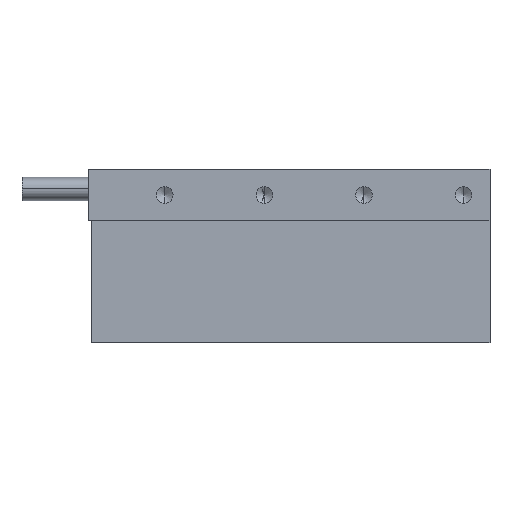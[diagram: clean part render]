
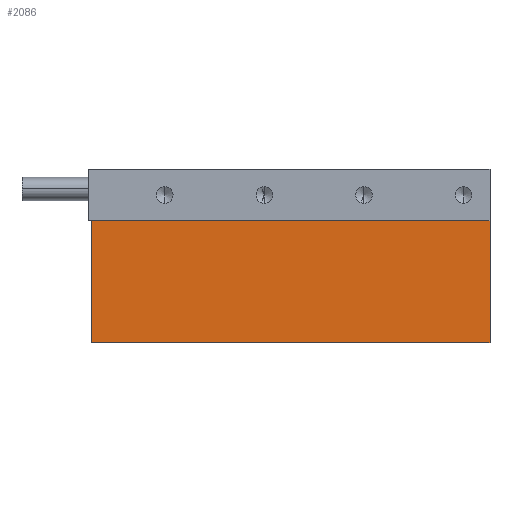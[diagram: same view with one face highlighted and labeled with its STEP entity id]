
A CAD part, front view. The second image highlights one B-rep face of the part: STEP entity #2086.
In plain terms, the highlighted planar face has unit normal (0, -1, 0).
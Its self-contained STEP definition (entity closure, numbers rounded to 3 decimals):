
#20 = VECTOR ( 'NONE', #2070, 1000. ) ;
#104 = CARTESIAN_POINT ( 'NONE',  ( -59.5, -3.05, -36.8 ) ) ;
#136 = CARTESIAN_POINT ( 'NONE',  ( 60.5, -3.05, -36.8 ) ) ;
#152 = EDGE_CURVE ( 'NONE', #1246, #1990, #507, .T. ) ;
#161 = DIRECTION ( 'NONE',  ( -1., 0., 0. ) ) ;
#364 = DIRECTION ( 'NONE',  ( -1., 0., 0. ) ) ;
#401 = ORIENTED_EDGE ( 'NONE', *, *, #1878, .T. ) ;
#421 = ORIENTED_EDGE ( 'NONE', *, *, #1775, .F. ) ;
#507 = LINE ( 'NONE', #2172, #843 ) ;
#536 = DIRECTION ( 'NONE',  ( 0., 1., 0. ) ) ;
#557 = PLANE ( 'NONE',  #1839 ) ;
#741 = CARTESIAN_POINT ( 'NONE',  ( -59.5, -3.05, -36.8 ) ) ;
#772 = CARTESIAN_POINT ( 'NONE',  ( 60.5, -3.05, -36.8 ) ) ;
#843 = VECTOR ( 'NONE', #161, 1000. ) ;
#911 = VERTEX_POINT ( 'NONE', #741 ) ;
#961 = LINE ( 'NONE', #772, #1978 ) ;
#970 = DIRECTION ( 'NONE',  ( 0., 0., 1. ) ) ;
#984 = CARTESIAN_POINT ( 'NONE',  ( -59.5, -3.05, 0. ) ) ;
#991 = EDGE_LOOP ( 'NONE', ( #1710, #421, #1855, #401 ) ) ;
#1074 = LINE ( 'NONE', #1429, #20 ) ;
#1246 = VERTEX_POINT ( 'NONE', #1304 ) ;
#1304 = CARTESIAN_POINT ( 'NONE',  ( 60.5, -3.05, 0. ) ) ;
#1429 = CARTESIAN_POINT ( 'NONE',  ( 60.5, -3.05, -36.8 ) ) ;
#1436 = VERTEX_POINT ( 'NONE', #136 ) ;
#1462 = DIRECTION ( 'NONE',  ( 0., 0., 1. ) ) ;
#1678 = EDGE_CURVE ( 'NONE', #1436, #911, #1074, .T. ) ;
#1710 = ORIENTED_EDGE ( 'NONE', *, *, #152, .T. ) ;
#1755 = FACE_OUTER_BOUND ( 'NONE', #991, .T. ) ;
#1769 = CARTESIAN_POINT ( 'NONE',  ( 60.5, -3.05, -36.8 ) ) ;
#1775 = EDGE_CURVE ( 'NONE', #911, #1990, #2002, .T. ) ;
#1839 = AXIS2_PLACEMENT_3D ( 'NONE', #1769, #536, #364 ) ;
#1855 = ORIENTED_EDGE ( 'NONE', *, *, #1678, .F. ) ;
#1878 = EDGE_CURVE ( 'NONE', #1436, #1246, #961, .T. ) ;
#1978 = VECTOR ( 'NONE', #1462, 1000. ) ;
#1990 = VERTEX_POINT ( 'NONE', #984 ) ;
#2002 = LINE ( 'NONE', #104, #2114 ) ;
#2070 = DIRECTION ( 'NONE',  ( -1., 0., 0. ) ) ;
#2086 = ADVANCED_FACE ( 'NONE', ( #1755 ), #557, .F. ) ;
#2114 = VECTOR ( 'NONE', #970, 1000. ) ;
#2172 = CARTESIAN_POINT ( 'NONE',  ( -59.5, -3.05, 0. ) ) ;
